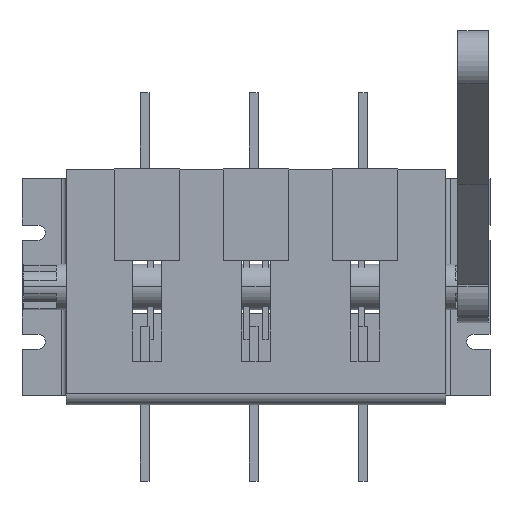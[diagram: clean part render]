
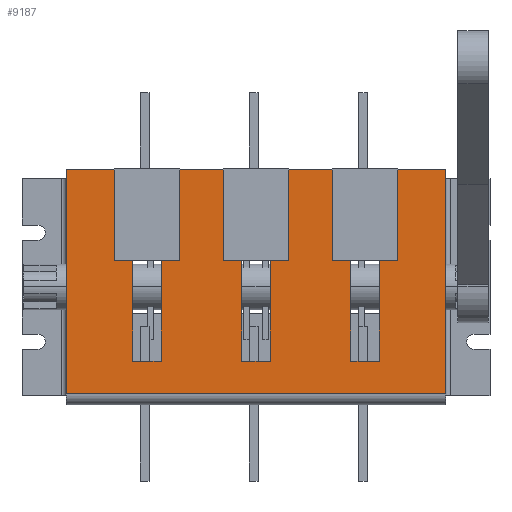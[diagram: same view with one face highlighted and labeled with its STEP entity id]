
A CAD part, top view. The second image highlights one B-rep face of the part: STEP entity #9187.
In plain terms, the highlighted planar face has unit normal (0, 0, 1).
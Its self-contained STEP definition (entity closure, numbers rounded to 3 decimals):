
#33 = VECTOR ( 'NONE', #644, 1000. ) ;
#208 = VECTOR ( 'NONE', #4990, 1000. ) ;
#343 = CARTESIAN_POINT ( 'NONE',  ( -87., -49., 0. ) ) ;
#387 = LINE ( 'NONE', #1936, #9455 ) ;
#616 = VERTEX_POINT ( 'NONE', #2390 ) ;
#643 = DIRECTION ( 'NONE',  ( 0., -1., 0. ) ) ;
#644 = DIRECTION ( 'NONE',  ( -1., 0., 0. ) ) ;
#818 = DIRECTION ( 'NONE',  ( -1., 0., 0. ) ) ;
#859 = LINE ( 'NONE', #4324, #7227 ) ;
#866 = CARTESIAN_POINT ( 'NONE',  ( 87., 54., 0. ) ) ;
#1063 = EDGE_CURVE ( 'NONE', #2618, #8756, #2783, .T. ) ;
#1090 = VERTEX_POINT ( 'NONE', #3249 ) ;
#1173 = AXIS2_PLACEMENT_3D ( 'NONE', #3580, #2038, #7433 ) ;
#1284 = ORIENTED_EDGE ( 'NONE', *, *, #9474, .F. ) ;
#1308 = CARTESIAN_POINT ( 'NONE',  ( 56.5, -34., 0. ) ) ;
#1335 = VERTEX_POINT ( 'NONE', #8188 ) ;
#1337 = VERTEX_POINT ( 'NONE', #2130 ) ;
#1368 = CARTESIAN_POINT ( 'NONE',  ( -6.5, 34., 0. ) ) ;
#1414 = VECTOR ( 'NONE', #6889, 1000. ) ;
#1506 = ORIENTED_EDGE ( 'NONE', *, *, #5408, .F. ) ;
#1520 = DIRECTION ( 'NONE',  ( 0., 1., 0. ) ) ;
#1527 = EDGE_CURVE ( 'NONE', #5442, #3356, #2986, .T. ) ;
#1718 = LINE ( 'NONE', #8152, #8352 ) ;
#1797 = DIRECTION ( 'NONE',  ( 1., 0., 0. ) ) ;
#1936 = CARTESIAN_POINT ( 'NONE',  ( -87., 54., 0. ) ) ;
#1967 = EDGE_CURVE ( 'NONE', #3107, #2793, #5052, .T. ) ;
#2038 = DIRECTION ( 'NONE',  ( 0., 0., 1. ) ) ;
#2046 = VECTOR ( 'NONE', #9939, 1000. ) ;
#2069 = ORIENTED_EDGE ( 'NONE', *, *, #2759, .F. ) ;
#2092 = CARTESIAN_POINT ( 'NONE',  ( -43.5, -34., 0. ) ) ;
#2130 = CARTESIAN_POINT ( 'NONE',  ( -6.5, 34., 0. ) ) ;
#2202 = VECTOR ( 'NONE', #2924, 1000. ) ;
#2341 = EDGE_LOOP ( 'NONE', ( #5069, #7275, #6573, #4650 ) ) ;
#2390 = CARTESIAN_POINT ( 'NONE',  ( 6.5, 34., 0. ) ) ;
#2618 = VERTEX_POINT ( 'NONE', #7374 ) ;
#2759 = EDGE_CURVE ( 'NONE', #616, #1337, #8299, .T. ) ;
#2770 = EDGE_CURVE ( 'NONE', #2793, #7026, #5492, .T. ) ;
#2783 = LINE ( 'NONE', #6902, #8075 ) ;
#2788 = PLANE ( 'NONE',  #1173 ) ;
#2793 = VERTEX_POINT ( 'NONE', #2092 ) ;
#2852 = DIRECTION ( 'NONE',  ( 0., -1., 0. ) ) ;
#2924 = DIRECTION ( 'NONE',  ( 0., -1., 0. ) ) ;
#2986 = LINE ( 'NONE', #6104, #1414 ) ;
#3042 = EDGE_LOOP ( 'NONE', ( #7571, #2069, #3396, #1284 ) ) ;
#3087 = EDGE_CURVE ( 'NONE', #4961, #616, #6795, .T. ) ;
#3107 = VERTEX_POINT ( 'NONE', #4193 ) ;
#3249 = CARTESIAN_POINT ( 'NONE',  ( -87., 54., 0. ) ) ;
#3295 = EDGE_CURVE ( 'NONE', #1337, #5663, #7414, .T. ) ;
#3323 = LINE ( 'NONE', #9315, #8652 ) ;
#3356 = VERTEX_POINT ( 'NONE', #6732 ) ;
#3380 = LINE ( 'NONE', #6699, #2202 ) ;
#3396 = ORIENTED_EDGE ( 'NONE', *, *, #3087, .F. ) ;
#3580 = CARTESIAN_POINT ( 'NONE',  ( 0., 0., 0. ) ) ;
#3601 = DIRECTION ( 'NONE',  ( 0., -1., 0. ) ) ;
#3667 = VECTOR ( 'NONE', #643, 1000. ) ;
#3864 = VECTOR ( 'NONE', #4458, 1000. ) ;
#4119 = EDGE_CURVE ( 'NONE', #3356, #8386, #5516, .T. ) ;
#4193 = CARTESIAN_POINT ( 'NONE',  ( -56.5, -34., 0. ) ) ;
#4203 = EDGE_CURVE ( 'NONE', #7026, #1335, #3323, .T. ) ;
#4280 = CARTESIAN_POINT ( 'NONE',  ( -43.5, 34., 0. ) ) ;
#4324 = CARTESIAN_POINT ( 'NONE',  ( -87., 54., 0. ) ) ;
#4420 = ORIENTED_EDGE ( 'NONE', *, *, #4119, .F. ) ;
#4458 = DIRECTION ( 'NONE',  ( 1., 0., 0. ) ) ;
#4620 = VERTEX_POINT ( 'NONE', #343 ) ;
#4631 = EDGE_LOOP ( 'NONE', ( #5883, #1506, #4420, #8843 ) ) ;
#4650 = ORIENTED_EDGE ( 'NONE', *, *, #5215, .T. ) ;
#4673 = FACE_BOUND ( 'NONE', #8573, .T. ) ;
#4810 = CARTESIAN_POINT ( 'NONE',  ( 43.5, 34., 0. ) ) ;
#4961 = VERTEX_POINT ( 'NONE', #8475 ) ;
#4990 = DIRECTION ( 'NONE',  ( 0., 1., 0. ) ) ;
#5052 = LINE ( 'NONE', #8524, #3864 ) ;
#5069 = ORIENTED_EDGE ( 'NONE', *, *, #9165, .T. ) ;
#5126 = CARTESIAN_POINT ( 'NONE',  ( -43.5, -34., 0. ) ) ;
#5186 = EDGE_CURVE ( 'NONE', #6913, #5442, #3380, .T. ) ;
#5215 = EDGE_CURVE ( 'NONE', #8756, #1090, #859, .T. ) ;
#5397 = LINE ( 'NONE', #6253, #6100 ) ;
#5408 = EDGE_CURVE ( 'NONE', #8386, #6913, #7746, .T. ) ;
#5442 = VERTEX_POINT ( 'NONE', #8675 ) ;
#5492 = LINE ( 'NONE', #5126, #2046 ) ;
#5516 = LINE ( 'NONE', #1308, #8938 ) ;
#5663 = VERTEX_POINT ( 'NONE', #8024 ) ;
#5855 = DIRECTION ( 'NONE',  ( -1., 0., 0. ) ) ;
#5883 = ORIENTED_EDGE ( 'NONE', *, *, #5186, .F. ) ;
#6100 = VECTOR ( 'NONE', #1797, 1000. ) ;
#6104 = CARTESIAN_POINT ( 'NONE',  ( 43.5, -34., 0. ) ) ;
#6242 = ORIENTED_EDGE ( 'NONE', *, *, #1967, .F. ) ;
#6253 = CARTESIAN_POINT ( 'NONE',  ( -6.5, -34., 0. ) ) ;
#6280 = ORIENTED_EDGE ( 'NONE', *, *, #8921, .F. ) ;
#6468 = CARTESIAN_POINT ( 'NONE',  ( 6.5, -34., 0. ) ) ;
#6481 = FACE_OUTER_BOUND ( 'NONE', #2341, .T. ) ;
#6524 = EDGE_CURVE ( 'NONE', #4620, #2618, #8818, .T. ) ;
#6549 = ORIENTED_EDGE ( 'NONE', *, *, #4203, .F. ) ;
#6573 = ORIENTED_EDGE ( 'NONE', *, *, #1063, .T. ) ;
#6699 = CARTESIAN_POINT ( 'NONE',  ( 43.5, -34., 0. ) ) ;
#6732 = CARTESIAN_POINT ( 'NONE',  ( 56.5, -34., 0. ) ) ;
#6795 = LINE ( 'NONE', #6468, #208 ) ;
#6889 = DIRECTION ( 'NONE',  ( 1., 0., 0. ) ) ;
#6902 = CARTESIAN_POINT ( 'NONE',  ( 87., 54., 0. ) ) ;
#6913 = VERTEX_POINT ( 'NONE', #4810 ) ;
#7026 = VERTEX_POINT ( 'NONE', #4280 ) ;
#7227 = VECTOR ( 'NONE', #5855, 1000. ) ;
#7274 = ORIENTED_EDGE ( 'NONE', *, *, #2770, .F. ) ;
#7275 = ORIENTED_EDGE ( 'NONE', *, *, #6524, .T. ) ;
#7347 = FACE_BOUND ( 'NONE', #3042, .T. ) ;
#7374 = CARTESIAN_POINT ( 'NONE',  ( 87., -49., 0. ) ) ;
#7414 = LINE ( 'NONE', #7500, #3667 ) ;
#7433 = DIRECTION ( 'NONE',  ( 1., 0., 0. ) ) ;
#7500 = CARTESIAN_POINT ( 'NONE',  ( -6.5, -34., 0. ) ) ;
#7547 = DIRECTION ( 'NONE',  ( -1., 0., 0. ) ) ;
#7571 = ORIENTED_EDGE ( 'NONE', *, *, #3295, .F. ) ;
#7746 = LINE ( 'NONE', #8509, #33 ) ;
#7955 = VECTOR ( 'NONE', #9723, 1000. ) ;
#8024 = CARTESIAN_POINT ( 'NONE',  ( -6.5, -34., 0. ) ) ;
#8075 = VECTOR ( 'NONE', #1520, 1000. ) ;
#8091 = CARTESIAN_POINT ( 'NONE',  ( 0., -49., 0. ) ) ;
#8152 = CARTESIAN_POINT ( 'NONE',  ( -56.5, -34., 0. ) ) ;
#8188 = CARTESIAN_POINT ( 'NONE',  ( -56.5, 34., 0. ) ) ;
#8299 = LINE ( 'NONE', #1368, #9292 ) ;
#8352 = VECTOR ( 'NONE', #3601, 1000. ) ;
#8386 = VERTEX_POINT ( 'NONE', #8761 ) ;
#8413 = DIRECTION ( 'NONE',  ( 0., 1., 0. ) ) ;
#8475 = CARTESIAN_POINT ( 'NONE',  ( 6.5, -34., 0. ) ) ;
#8509 = CARTESIAN_POINT ( 'NONE',  ( 43.5, 34., 0. ) ) ;
#8524 = CARTESIAN_POINT ( 'NONE',  ( -56.5, -34., 0. ) ) ;
#8573 = EDGE_LOOP ( 'NONE', ( #6280, #6549, #7274, #6242 ) ) ;
#8652 = VECTOR ( 'NONE', #818, 1000. ) ;
#8675 = CARTESIAN_POINT ( 'NONE',  ( 43.5, -34., 0. ) ) ;
#8756 = VERTEX_POINT ( 'NONE', #866 ) ;
#8761 = CARTESIAN_POINT ( 'NONE',  ( 56.5, 34., 0. ) ) ;
#8818 = LINE ( 'NONE', #8091, #7955 ) ;
#8843 = ORIENTED_EDGE ( 'NONE', *, *, #1527, .F. ) ;
#8921 = EDGE_CURVE ( 'NONE', #1335, #3107, #1718, .T. ) ;
#8938 = VECTOR ( 'NONE', #8413, 1000. ) ;
#9165 = EDGE_CURVE ( 'NONE', #1090, #4620, #387, .T. ) ;
#9187 = ADVANCED_FACE ( 'NONE', ( #9202, #4673, #7347, #6481 ), #2788, .T. ) ;
#9202 = FACE_BOUND ( 'NONE', #4631, .T. ) ;
#9292 = VECTOR ( 'NONE', #7547, 1000. ) ;
#9315 = CARTESIAN_POINT ( 'NONE',  ( -56.5, 34., 0. ) ) ;
#9455 = VECTOR ( 'NONE', #2852, 1000. ) ;
#9474 = EDGE_CURVE ( 'NONE', #5663, #4961, #5397, .T. ) ;
#9723 = DIRECTION ( 'NONE',  ( 1., 0., 0. ) ) ;
#9939 = DIRECTION ( 'NONE',  ( 0., 1., 0. ) ) ;
